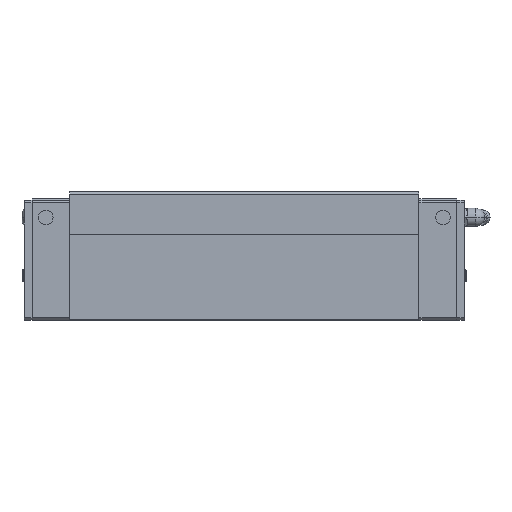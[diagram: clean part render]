
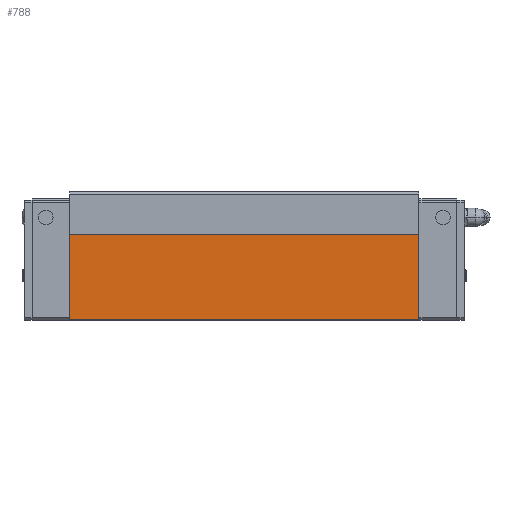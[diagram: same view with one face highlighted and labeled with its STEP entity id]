
A CAD part, left-side view. The second image highlights one B-rep face of the part: STEP entity #788.
In plain terms, the highlighted planar face has unit normal (-1, 0, 0).
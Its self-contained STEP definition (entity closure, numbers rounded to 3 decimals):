
#788=ADVANCED_FACE('',(#1628),#1629,.T.);
#1628=FACE_OUTER_BOUND('',#2499,.T.);
#1629=PLANE('',#2500);
#2499=EDGE_LOOP('',(#4830,#4831,#4832,#4833));
#2500=AXIS2_PLACEMENT_3D('',#4834,#4835,#4836);
#4830=ORIENTED_EDGE('',*,*,#5940,.F.);
#4831=ORIENTED_EDGE('',*,*,#5985,.F.);
#4832=ORIENTED_EDGE('',*,*,#5918,.F.);
#4833=ORIENTED_EDGE('',*,*,#5983,.T.);
#4834=CARTESIAN_POINT('',(-61.75,128.301,20.0));
#4835=DIRECTION('',(-1.0,0.0,0.0));
#4836=DIRECTION('',(0.0,0.0,1.0));
#5918=EDGE_CURVE('',#7281,#7283,#7284,.T.);
#5940=EDGE_CURVE('',#7311,#7313,#7314,.T.);
#5983=EDGE_CURVE('',#7281,#7313,#7371,.T.);
#5985=EDGE_CURVE('',#7283,#7311,#7373,.T.);
#7281=VERTEX_POINT('',#9573);
#7283=VERTEX_POINT('',#9576);
#7284=LINE('',#9577,#9578);
#7311=VERTEX_POINT('',#9618);
#7313=VERTEX_POINT('',#9621);
#7314=LINE('',#9622,#9623);
#7371=LINE('',#9707,#9708);
#7373=LINE('',#9710,#9711);
#9573=CARTESIAN_POINT('',(-61.75,26.501,65.0));
#9576=CARTESIAN_POINT('',(-61.75,26.501,15.25));
#9577=CARTESIAN_POINT('',(-61.75,26.501,36.25));
#9578=VECTOR('',#10661,1.0);
#9618=CARTESIAN_POINT('',(-61.75,230.101,15.25));
#9621=CARTESIAN_POINT('',(-61.75,230.101,65.0));
#9622=CARTESIAN_POINT('',(-61.75,230.101,36.25));
#9623=VECTOR('',#10676,1.0);
#9707=CARTESIAN_POINT('',(-61.75,128.301,65.0));
#9708=VECTOR('',#10716,1.0);
#9710=CARTESIAN_POINT('',(-61.75,179.201,15.25));
#9711=VECTOR('',#10717,1.0);
#10661=DIRECTION('',(-0.0,-0.0,-1.0));
#10676=DIRECTION('',(0.0,0.0,1.0));
#10716=DIRECTION('',(0.0,1.0,0.0));
#10717=DIRECTION('',(0.0,1.0,-0.0));
